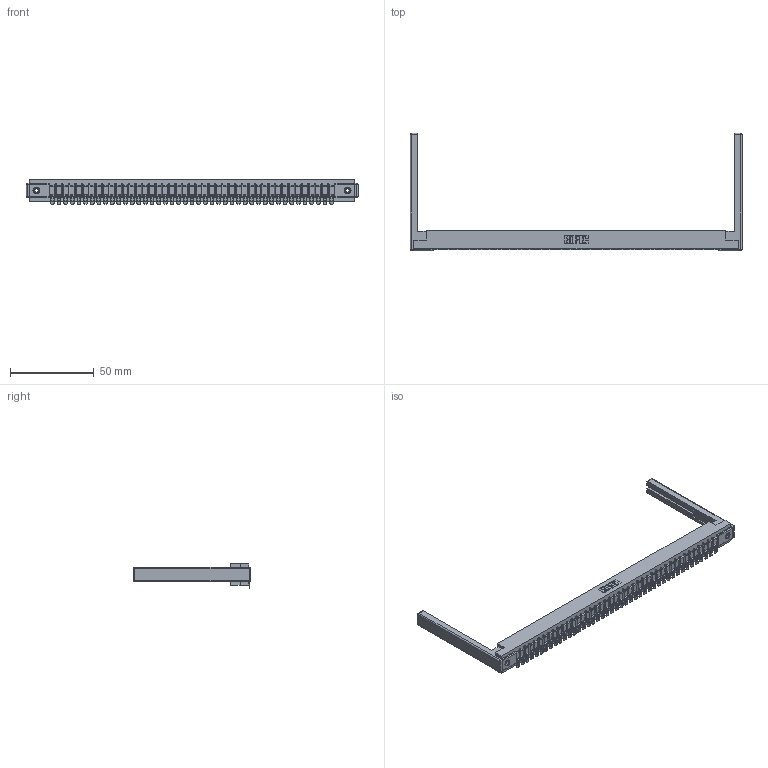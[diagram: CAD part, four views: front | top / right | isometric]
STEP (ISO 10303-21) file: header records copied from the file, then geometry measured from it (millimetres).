
FILE_DESCRIPTION (( 'STEP AP203' ), '1' );
FILE_NAME ('307-043-454-168.STEP', '2020-09-29T20:35:07', ( '' ), ( '' ), 'SwSTEP 2.0', 'SolidWorks 2020', '' );
FILE_SCHEMA (( 'CONFIG_CONTROL_DESIGN' ));
Length unit declared in the file: inch
Products named in the file (5): 345-250-001_345-250-001-102; 307-043-454-168; 307 Part_.156 Dia Mounting Holes; 307-290-002_554; 307-220-068
Assembly tree (48 placements, depth 2):
  307-043-454-168
    307 Part_.156 Dia Mounting Holes
    307-290-002_554  x43
    307-220-068  x2
    345-250-001_345-250-001-102  x2
Bounding box: 197.82 x 69.98 x 14.52 mm (x, y, z)
Volume: 25569.3 mm3; surface area: 30794 mm2
Topology: 48 solids, 48 shells, 3799 faces, 11592 edges, 7588 vertices
Faces by surface type: plane 2136, cylinder 1551, sphere 96, cone 12, torus 4
Entity records: 40464 total; most frequent: CARTESIAN_POINT 6791, ORIENTED_EDGE 6770, DIRECTION 6621, EDGE_CURVE 3385, LINE 2585, VECTOR 2585, VERTEX_POINT 2188, AXIS2_PLACEMENT_3D 2018
